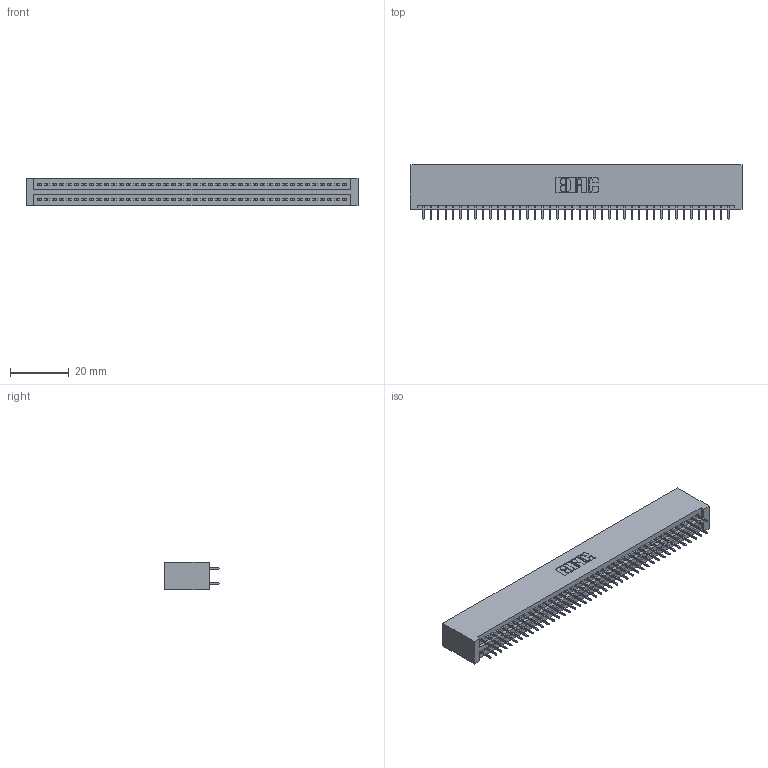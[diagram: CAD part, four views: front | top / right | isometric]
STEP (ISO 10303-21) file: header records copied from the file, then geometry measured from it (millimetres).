
FILE_DESCRIPTION (( 'STEP AP203' ), '1' );
FILE_NAME ('845-084-525-201.STEP', '2020-09-24T01:31:40', ( '' ), ( '' ), 'SwSTEP 2.0', 'SolidWorks 2020', '' );
FILE_SCHEMA (( 'CONFIG_CONTROL_DESIGN' ));
Length unit declared in the file: inch
Products named in the file (3): 345-292-001_345-293-125; 845 Part_No Mounting Lugs; 845-084-525-201
Assembly tree (85 placements, depth 2):
  845-084-525-201
    845 Part_No Mounting Lugs
    345-292-001_345-293-125  x84
Bounding box: 113.28 x 18.72 x 9.4 mm (x, y, z)
Volume: 11482.2 mm3; surface area: 16859.2 mm2
Topology: 85 solids, 85 shells, 4654 faces, 13169 edges, 8442 vertices
Faces by surface type: plane 3352, cylinder 1302
Entity records: 32751 total; most frequent: CARTESIAN_POINT 5488, ORIENTED_EDGE 5422, DIRECTION 4835, EDGE_CURVE 2711, LINE 2423, VECTOR 2423, VERTEX_POINT 1802, AXIS2_PLACEMENT_3D 1206
